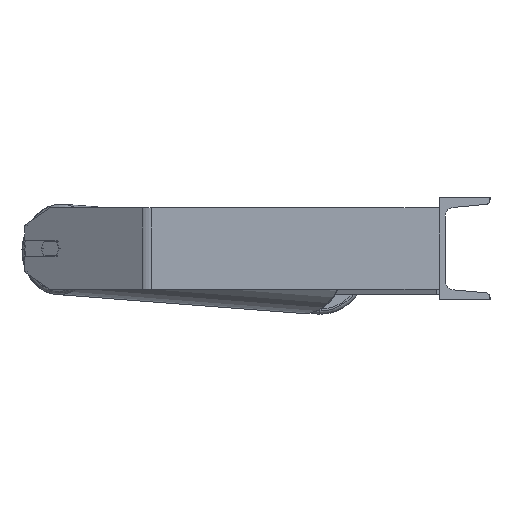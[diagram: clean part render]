
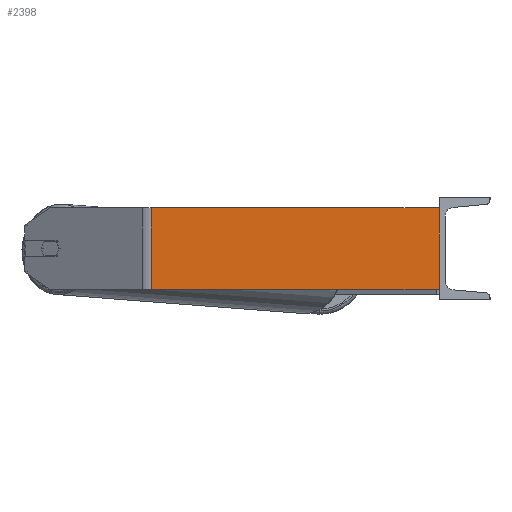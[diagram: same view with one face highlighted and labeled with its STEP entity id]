
A CAD part, left-side view. The second image highlights one B-rep face of the part: STEP entity #2398.
In plain terms, the highlighted planar face has unit normal (-1, 0, 0).
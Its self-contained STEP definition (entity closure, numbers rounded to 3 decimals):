
#116 = LINE ( 'NONE', #5701, #3303 ) ;
#254 = ORIENTED_EDGE ( 'NONE', *, *, #3501, .F. ) ;
#482 = CARTESIAN_POINT ( 'NONE',  ( -685., 0., -40. ) ) ;
#892 = PLANE ( 'NONE',  #8466 ) ;
#1600 = VERTEX_POINT ( 'NONE', #7521 ) ;
#1704 = ORIENTED_EDGE ( 'NONE', *, *, #6824, .F. ) ;
#2398 = ADVANCED_FACE ( 'NONE', ( #7117 ), #892, .F. ) ;
#2925 = EDGE_CURVE ( 'NONE', #5411, #5965, #6555, .T. ) ;
#3303 = VECTOR ( 'NONE', #8424, 1000. ) ;
#3501 = EDGE_CURVE ( 'NONE', #1600, #5965, #5730, .T. ) ;
#3860 = CARTESIAN_POINT ( 'NONE',  ( -685., 287.634, -40. ) ) ;
#4191 = LINE ( 'NONE', #4771, #4648 ) ;
#4410 = CARTESIAN_POINT ( 'NONE',  ( -685., 287.634, 40. ) ) ;
#4500 = EDGE_LOOP ( 'NONE', ( #5437, #254, #1704, #5534 ) ) ;
#4648 = VECTOR ( 'NONE', #6126, 1000. ) ;
#4771 = CARTESIAN_POINT ( 'NONE',  ( -685., 282.589, 40. ) ) ;
#5411 = VERTEX_POINT ( 'NONE', #5424 ) ;
#5424 = CARTESIAN_POINT ( 'NONE',  ( -685., 282.589, -40. ) ) ;
#5437 = ORIENTED_EDGE ( 'NONE', *, *, #2925, .T. ) ;
#5449 = VECTOR ( 'NONE', #8498, 1000. ) ;
#5534 = ORIENTED_EDGE ( 'NONE', *, *, #7436, .T. ) ;
#5701 = CARTESIAN_POINT ( 'NONE',  ( -685., 287.634, 40. ) ) ;
#5730 = LINE ( 'NONE', #8356, #5449 ) ;
#5965 = VERTEX_POINT ( 'NONE', #482 ) ;
#6126 = DIRECTION ( 'NONE',  ( 0., 0., -1. ) ) ;
#6555 = LINE ( 'NONE', #3860, #8023 ) ;
#6824 = EDGE_CURVE ( 'NONE', #7147, #1600, #116, .T. ) ;
#7001 = CARTESIAN_POINT ( 'NONE',  ( -685., 282.589, 40. ) ) ;
#7117 = FACE_OUTER_BOUND ( 'NONE', #4500, .T. ) ;
#7147 = VERTEX_POINT ( 'NONE', #7001 ) ;
#7158 = DIRECTION ( 'NONE',  ( 1., 0., 0. ) ) ;
#7436 = EDGE_CURVE ( 'NONE', #7147, #5411, #4191, .T. ) ;
#7521 = CARTESIAN_POINT ( 'NONE',  ( -685., 0., 40. ) ) ;
#7983 = DIRECTION ( 'NONE',  ( 0., -1., 0. ) ) ;
#8023 = VECTOR ( 'NONE', #7983, 1000. ) ;
#8356 = CARTESIAN_POINT ( 'NONE',  ( -685., 0., 40. ) ) ;
#8424 = DIRECTION ( 'NONE',  ( 0., -1., 0. ) ) ;
#8466 = AXIS2_PLACEMENT_3D ( 'NONE', #4410, #7158, #8563 ) ;
#8498 = DIRECTION ( 'NONE',  ( 0., 0., -1. ) ) ;
#8563 = DIRECTION ( 'NONE',  ( 0., 0., -1. ) ) ;
